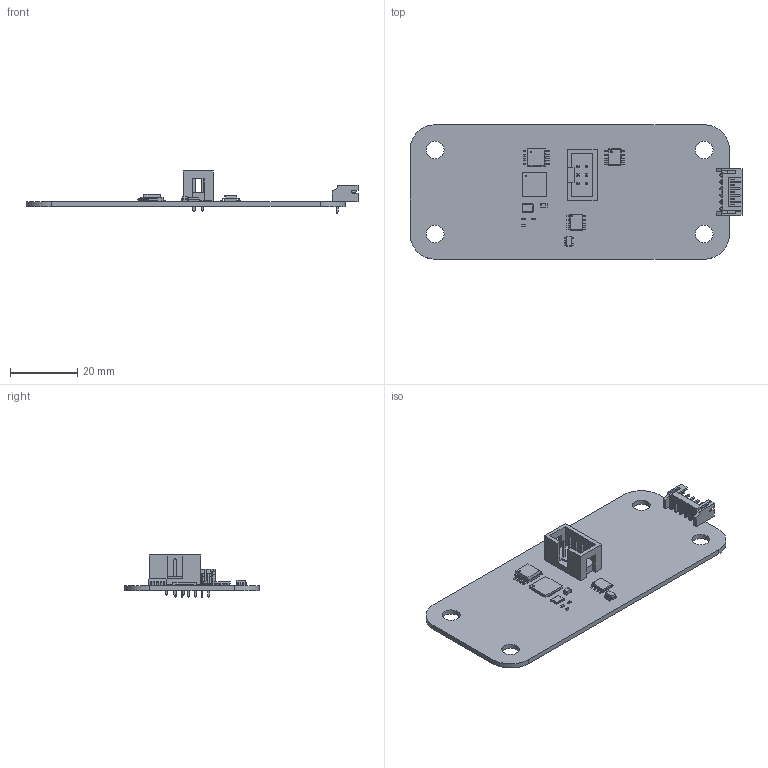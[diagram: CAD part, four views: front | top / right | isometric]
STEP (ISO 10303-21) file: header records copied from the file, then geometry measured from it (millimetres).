
FILE_DESCRIPTION(('KiCad electronic assembly'),'2;1');
FILE_NAME('BDCMotorControlBoard.step','2025-05-10T22:54:41',('Pcbnew'),( 'Kicad'),'Open CASCADE STEP processor 7.8','KiCad to STEP converter' ,'Unknown');
FILE_SCHEMA(('AUTOMOTIVE_DESIGN { 1 0 10303 214 1 1 1 1 }'));
Length unit declared in the file: millimetre
Products named in the file (13): BDCMotorControlBoard 1; Crystal_SMD_3225-4Pin_3.2x2.5mm; SOIC-8_5.3x5.3mm_P1.27mm; SOIC-8_3.9x4.9mm_P1.27mm; C_0402_1005Metric; C_0805_2012Metric; IDC-Header_2x03_P2.54mm_Vertical; Texas_HTSOP-8-1EP_3.9x4.9mm_P1.27mm_EP2.85x4.9mm_Mask2.4x3.1mm_
ThermalVias; JST_PH_S6B-PH-K_1x06_P2.00mm_Horizontal; R_0402_1005Metric; QFN-56-1EP_7x7mm_P0.4mm_EP3.2x3.2mm; SOT-23-5; BDCMotorControlBoard_PCB
Assembly tree (13 placements, depth 2):
  BDCMotorControlBoard 1
    Crystal_SMD_3225-4Pin_3.2x2.5mm
    SOIC-8_5.3x5.3mm_P1.27mm
    SOIC-8_3.9x4.9mm_P1.27mm
    C_0402_1005Metric  x2
    C_0805_2012Metric
    IDC-Header_2x03_P2.54mm_Vertical
    Texas_HTSOP-8-1EP_3.9x4.9mm_P1.27mm_EP2.85x4.9mm_Mask2.4x3.1mm_
ThermalVias
    JST_PH_S6B-PH-K_1x06_P2.00mm_Horizontal
    R_0402_1005Metric
    QFN-56-1EP_7x7mm_P0.4mm_EP3.2x3.2mm
    SOT-23-5
    BDCMotorControlBoard_PCB
Bounding box: 98.75 x 40 x 12.5 mm (x, y, z)
Volume: 6462.9 mm3; surface area: 9915 mm2
Topology: 13 solids, 13 shells, 1464 faces, 3928 edges, 2525 vertices
Faces by surface type: plane 1139, cylinder 224, bspline 101
Full cylindrical faces by diameter (mm): 0.2 x1, 0.33 x6, 0.4 x1, 0.6 x1, 0.75 x6, 1 x12, 5.3 x4
Entity records: 55020 total; most frequent: CARTESIAN_POINT 8194, ORIENTED_EDGE 7711, DIRECTION 6877, EDGE_CURVE 3856, LINE 3317, VECTOR 3317, VERTEX_POINT 2477, AXIS2_PLACEMENT_3D 1780
